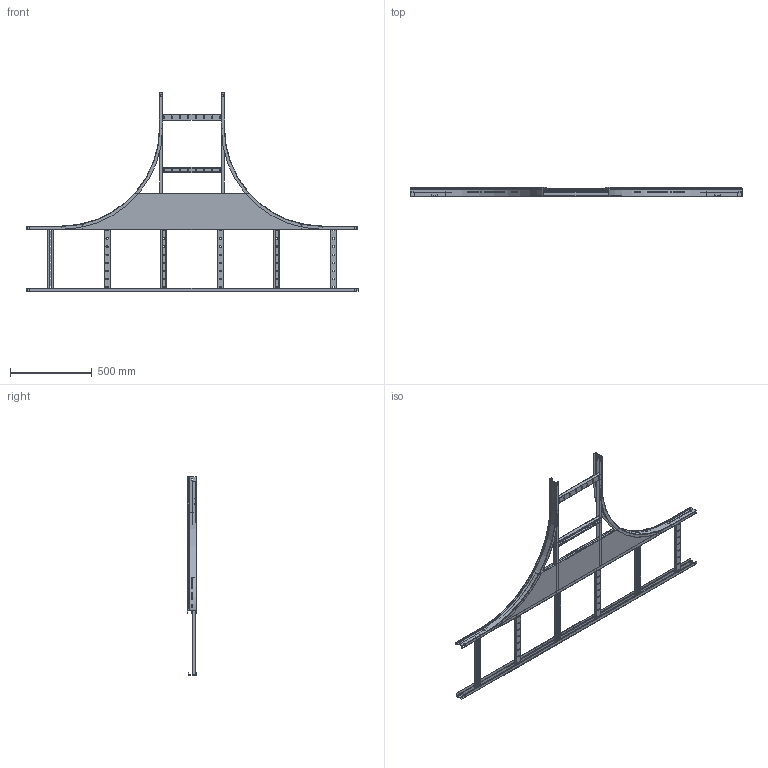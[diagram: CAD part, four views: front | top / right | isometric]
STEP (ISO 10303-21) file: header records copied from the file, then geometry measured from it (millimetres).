
FILE_DESCRIPTION (( 'STEP AP214' ), '1' );
FILE_NAME ('CRT05-4--02 (55x400).STEP', '2021-03-10T07:01:17', ( '' ), ( '' ), 'SwSTEP 2.0', 'SolidWorks 2017', '' );
FILE_SCHEMA (( 'AUTOMOTIVE_DESIGN' ));
Length unit declared in the file: millimetre
Products named in the file (10): 岓臍 195.02.01 呧翲歑鍙 摳賧禖嶱隬_00_-00; ÊÈÂÀ 195.02.05 Ï-ïðîôèëü_îö_00_668.2; 岓臍 195.02.20 冓憵 600_隬_00_-02 (400); 195.04.02_Ïëàñòèíà ñîåäèíèòåëüíàÿ_îö_00_-02 (1984); ÊÈÂÀ 195.01.03_Ïëàíêà ïîïåðå÷íàÿ_00_-02; ÊÈÂÀ 195.04.01 Ëîíæåðîí ïðÿìîé_îö_00_-02; ÊÈÂÀ 195.02.03 Ïëàíêà ïîïåðå÷íàÿ_îö_00_-02; CRT05-4--02 (55x400); 岓臍 195.04.10 捘 冓憵_隬_00_-02 (1984x400); ÊÈÂÀ 195.04.04 Ï-ïðîôèëü_îö_00_-03 (1984)
Assembly tree (19 placements, depth 3):
  CRT05-4--02 (55x400)
    岓臍 195.04.10 捘 冓憵_隬_00_-02 (1984x400)
      ÊÈÂÀ 195.04.04 Ï-ïðîôèëü_îö_00_-03 (1984)  x2
      ÊÈÂÀ 195.01.03_Ïëàíêà ïîïåðå÷íàÿ_00_-02  x6
    195.04.02_Ïëàñòèíà ñîåäèíèòåëüíàÿ_îö_00_-02 (1984)  x2
    岓臍 195.02.20 冓憵 600_隬_00_-02 (400)
      ÊÈÂÀ 195.02.05 Ï-ïðîôèëü_îö_00_668.2  x2
      ÊÈÂÀ 195.02.03 Ïëàíêà ïîïåðå÷íàÿ_îö_00_-02  x2
    岓臍 195.02.01 呧翲歑鍙 摳賧禖嶱隬_00_-00  x2
    ÊÈÂÀ 195.04.01 Ëîíæåðîí ïðÿìîé_îö_00_-02
Bounding box: 2034 x 56.3 x 1217 mm (x, y, z)
Volume: 1871069 mm3; surface area: 3164538.6 mm2
Topology: 17 solids, 17 shells, 1012 faces, 2686 edges, 1708 vertices
Faces by surface type: plane 732, cylinder 252, torus 20, cone 8
Entity records: 12910 total; most frequent: CARTESIAN_POINT 2178, DIRECTION 2164, ORIENTED_EDGE 2128, EDGE_CURVE 1064, VECTOR 832, LINE 832, AXIS2_PLACEMENT_3D 666, VERTEX_POINT 664
